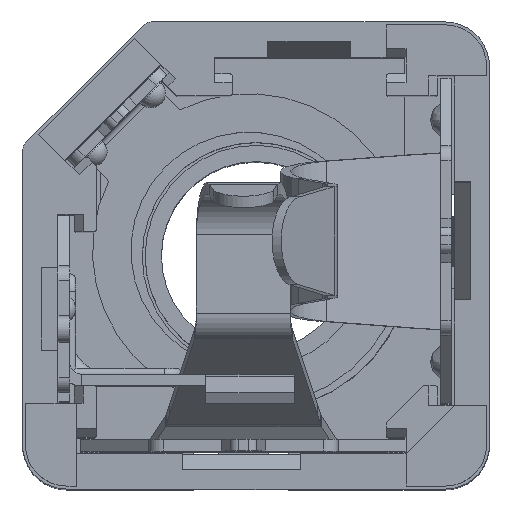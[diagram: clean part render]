
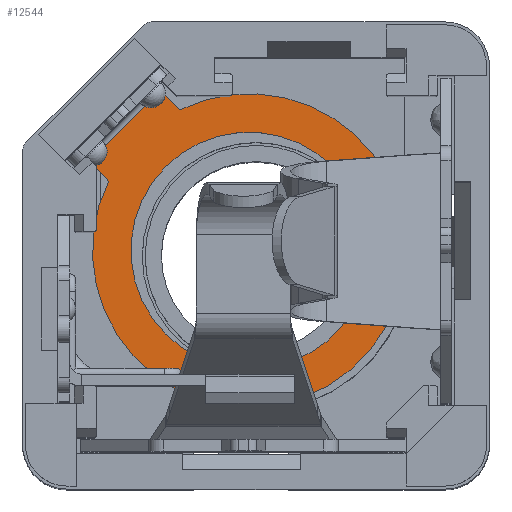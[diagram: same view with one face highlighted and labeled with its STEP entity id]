
A CAD part, top view. The second image highlights one B-rep face of the part: STEP entity #12544.
In plain terms, the highlighted planar face has unit normal (0, 0, 1).
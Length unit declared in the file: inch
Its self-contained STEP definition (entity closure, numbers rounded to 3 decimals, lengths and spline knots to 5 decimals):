
#335=FACE_BOUND('',#1747,.T.);
#562=PLANE('',#13274);
#1069=FACE_OUTER_BOUND('',#1746,.T.);
#1746=EDGE_LOOP('',(#9505,#9506,#9507,#9508));
#1747=EDGE_LOOP('',(#9509,#9510));
#2748=LINE('',#21261,#3984);
#2781=LINE('',#21375,#4017);
#2782=LINE('',#21377,#4018);
#3984=VECTOR('',#15047,0.03662);
#4017=VECTOR('',#15160,0.03662);
#4018=VECTOR('',#15163,0.13386);
#4688=CIRCLE('',#13232,0.20866);
#4713=CIRCLE('',#13275,0.15748);
#4714=CIRCLE('',#13276,0.15748);
#5469=VERTEX_POINT('',#21254);
#5470=VERTEX_POINT('',#21256);
#5471=VERTEX_POINT('',#21260);
#5512=VERTEX_POINT('',#21371);
#5513=VERTEX_POINT('',#21378);
#5514=VERTEX_POINT('',#21379);
#6880=EDGE_CURVE('',#5469,#5470,#4688,.T.);
#6882=EDGE_CURVE('',#5471,#5470,#2748,.T.);
#6939=EDGE_CURVE('',#5469,#5512,#2781,.T.);
#6940=EDGE_CURVE('',#5512,#5471,#2782,.T.);
#6941=EDGE_CURVE('',#5513,#5514,#4713,.T.);
#6942=EDGE_CURVE('',#5514,#5513,#4714,.T.);
#9505=ORIENTED_EDGE('',*,*,#6880,.F.);
#9506=ORIENTED_EDGE('',*,*,#6939,.T.);
#9507=ORIENTED_EDGE('',*,*,#6940,.T.);
#9508=ORIENTED_EDGE('',*,*,#6882,.T.);
#9509=ORIENTED_EDGE('',*,*,#6941,.T.);
#9510=ORIENTED_EDGE('',*,*,#6942,.T.);
#12544=ADVANCED_FACE('',(#1069,#335),#562,.T.);
#13232=AXIS2_PLACEMENT_3D('',#21257,#15042,#15043);
#13274=AXIS2_PLACEMENT_3D('',#21376,#15161,#15162);
#13275=AXIS2_PLACEMENT_3D('',#21380,#15164,#15165);
#13276=AXIS2_PLACEMENT_3D('',#21381,#15166,#15167);
#15042=DIRECTION('center_axis',(0.,0.,
-1.));
#15043=DIRECTION('ref_axis',(-0.443,0.897,0.));
#15047=DIRECTION('',(0.707,-0.707,0.));
#15160=DIRECTION('',(-0.707,0.707,0.));
#15161=DIRECTION('center_axis',(0.,0.,
1.));
#15162=DIRECTION('ref_axis',(0.707,0.707,0.));
#15163=DIRECTION('',(-0.707,-0.707,0.));
#15164=DIRECTION('center_axis',(0.,0.,
-1.));
#15165=DIRECTION('ref_axis',(0.707,0.707,0.));
#15166=DIRECTION('center_axis',(0.,0.,
-1.));
#15167=DIRECTION('ref_axis',(0.707,0.707,0.));
#21254=CARTESIAN_POINT('',(0.20948,0.50582,-0.57087));
#21256=CARTESIAN_POINT('',(0.11483,0.41117,-0.57087));
#21257=CARTESIAN_POINT('Origin',(0.30191,0.31875,-0.57087));
#21260=CARTESIAN_POINT('',(0.08894,0.43706,-0.57087));
#21261=CARTESIAN_POINT('',(0.08894,0.43706,-0.57087));
#21371=CARTESIAN_POINT('',(0.18359,0.53171,-0.57087));
#21375=CARTESIAN_POINT('',(0.20948,0.50582,-0.57087));
#21376=CARTESIAN_POINT('Origin',(0.30191,0.31875,-0.57087));
#21377=CARTESIAN_POINT('',(0.18359,0.53171,-0.57087));
#21378=CARTESIAN_POINT('',(0.41326,0.4301,-0.57087));
#21379=CARTESIAN_POINT('',(0.19055,0.20739,-0.57087));
#21380=CARTESIAN_POINT('Origin',(0.30191,0.31875,-0.57087));
#21381=CARTESIAN_POINT('Origin',(0.30191,0.31875,-0.57087));
